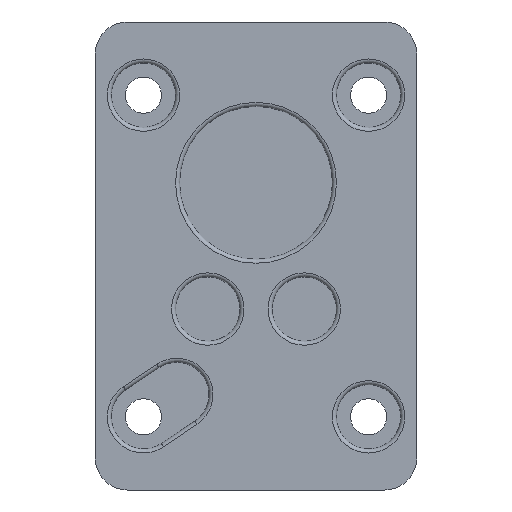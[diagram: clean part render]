
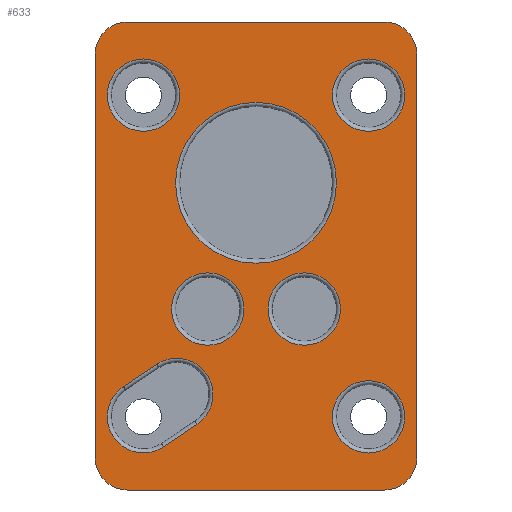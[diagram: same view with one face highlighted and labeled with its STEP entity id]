
A CAD part, front view. The second image highlights one B-rep face of the part: STEP entity #633.
In plain terms, the highlighted planar face has unit normal (0, -1, 0).
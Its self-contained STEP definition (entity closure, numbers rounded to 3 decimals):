
#33=FACE_BOUND('',#178,.T.);
#34=FACE_BOUND('',#179,.T.);
#35=FACE_BOUND('',#180,.T.);
#36=FACE_BOUND('',#181,.T.);
#37=FACE_BOUND('',#182,.T.);
#38=FACE_BOUND('',#183,.T.);
#39=FACE_BOUND('',#184,.T.);
#48=LINE('',#1030,#84);
#49=LINE('',#1034,#85);
#50=LINE('',#1038,#86);
#51=LINE('',#1041,#87);
#52=LINE('',#1052,#88);
#53=LINE('',#1055,#89);
#84=VECTOR('',#800,10.);
#85=VECTOR('',#803,10.);
#86=VECTOR('',#806,10.);
#87=VECTOR('',#809,10.);
#88=VECTOR('',#818,10.);
#89=VECTOR('',#821,10.);
#120=PLANE('',#692);
#136=FACE_OUTER_BOUND('',#177,.T.);
#177=EDGE_LOOP('',(#445,#446,#447,#448,#449,#450,#451,#452));
#178=EDGE_LOOP('',(#453));
#179=EDGE_LOOP('',(#454));
#180=EDGE_LOOP('',(#455));
#181=EDGE_LOOP('',(#456,#457,#458,#459));
#182=EDGE_LOOP('',(#460));
#183=EDGE_LOOP('',(#461));
#184=EDGE_LOOP('',(#462));
#232=CIRCLE('',#688,10.);
#236=CIRCLE('',#693,4.);
#237=CIRCLE('',#694,4.);
#238=CIRCLE('',#695,4.);
#239=CIRCLE('',#696,4.);
#240=CIRCLE('',#697,4.5);
#241=CIRCLE('',#698,4.5);
#242=CIRCLE('',#699,4.5);
#243=CIRCLE('',#700,4.5);
#244=CIRCLE('',#701,4.5);
#245=CIRCLE('',#702,4.5);
#246=CIRCLE('',#703,4.5);
#288=VERTEX_POINT('',#1018);
#291=VERTEX_POINT('',#1026);
#292=VERTEX_POINT('',#1027);
#293=VERTEX_POINT('',#1029);
#294=VERTEX_POINT('',#1031);
#295=VERTEX_POINT('',#1033);
#296=VERTEX_POINT('',#1035);
#297=VERTEX_POINT('',#1037);
#298=VERTEX_POINT('',#1039);
#299=VERTEX_POINT('',#1042);
#300=VERTEX_POINT('',#1044);
#301=VERTEX_POINT('',#1046);
#302=VERTEX_POINT('',#1048);
#303=VERTEX_POINT('',#1049);
#304=VERTEX_POINT('',#1051);
#305=VERTEX_POINT('',#1053);
#306=VERTEX_POINT('',#1056);
#307=VERTEX_POINT('',#1058);
#348=EDGE_CURVE('',#288,#288,#232,.T.);
#352=EDGE_CURVE('',#291,#292,#236,.T.);
#353=EDGE_CURVE('',#293,#291,#48,.T.);
#354=EDGE_CURVE('',#294,#293,#237,.T.);
#355=EDGE_CURVE('',#295,#294,#49,.T.);
#356=EDGE_CURVE('',#296,#295,#238,.T.);
#357=EDGE_CURVE('',#297,#296,#50,.T.);
#358=EDGE_CURVE('',#298,#297,#239,.T.);
#359=EDGE_CURVE('',#292,#298,#51,.T.);
#360=EDGE_CURVE('',#299,#299,#240,.T.);
#361=EDGE_CURVE('',#300,#300,#241,.T.);
#362=EDGE_CURVE('',#301,#301,#242,.T.);
#363=EDGE_CURVE('',#302,#303,#243,.T.);
#364=EDGE_CURVE('',#304,#302,#52,.T.);
#365=EDGE_CURVE('',#305,#304,#244,.T.);
#366=EDGE_CURVE('',#303,#305,#53,.T.);
#367=EDGE_CURVE('',#306,#306,#245,.T.);
#368=EDGE_CURVE('',#307,#307,#246,.T.);
#445=ORIENTED_EDGE('',*,*,#352,.F.);
#446=ORIENTED_EDGE('',*,*,#353,.F.);
#447=ORIENTED_EDGE('',*,*,#354,.F.);
#448=ORIENTED_EDGE('',*,*,#355,.F.);
#449=ORIENTED_EDGE('',*,*,#356,.F.);
#450=ORIENTED_EDGE('',*,*,#357,.F.);
#451=ORIENTED_EDGE('',*,*,#358,.F.);
#452=ORIENTED_EDGE('',*,*,#359,.F.);
#453=ORIENTED_EDGE('',*,*,#360,.F.);
#454=ORIENTED_EDGE('',*,*,#361,.F.);
#455=ORIENTED_EDGE('',*,*,#362,.F.);
#456=ORIENTED_EDGE('',*,*,#363,.F.);
#457=ORIENTED_EDGE('',*,*,#364,.F.);
#458=ORIENTED_EDGE('',*,*,#365,.F.);
#459=ORIENTED_EDGE('',*,*,#366,.F.);
#460=ORIENTED_EDGE('',*,*,#367,.F.);
#461=ORIENTED_EDGE('',*,*,#368,.F.);
#462=ORIENTED_EDGE('',*,*,#348,.F.);
#633=ADVANCED_FACE('',(#136,#33,#34,#35,#36,#37,#38,#39),#120,.F.);
#688=AXIS2_PLACEMENT_3D('',#1019,#788,#789);
#692=AXIS2_PLACEMENT_3D('',#1025,#796,#797);
#693=AXIS2_PLACEMENT_3D('',#1028,#798,#799);
#694=AXIS2_PLACEMENT_3D('',#1032,#801,#802);
#695=AXIS2_PLACEMENT_3D('',#1036,#804,#805);
#696=AXIS2_PLACEMENT_3D('',#1040,#807,#808);
#697=AXIS2_PLACEMENT_3D('',#1043,#810,#811);
#698=AXIS2_PLACEMENT_3D('',#1045,#812,#813);
#699=AXIS2_PLACEMENT_3D('',#1047,#814,#815);
#700=AXIS2_PLACEMENT_3D('',#1050,#816,#817);
#701=AXIS2_PLACEMENT_3D('',#1054,#819,#820);
#702=AXIS2_PLACEMENT_3D('',#1057,#822,#823);
#703=AXIS2_PLACEMENT_3D('',#1059,#824,#825);
#788=DIRECTION('center_axis',(0.,-1.,0.));
#789=DIRECTION('ref_axis',(1.,0.,0.));
#796=DIRECTION('center_axis',(0.,1.,0.));
#797=DIRECTION('ref_axis',(1.,0.,0.));
#798=DIRECTION('center_axis',(0.,1.,0.));
#799=DIRECTION('ref_axis',(-1.,0.,0.));
#800=DIRECTION('',(0.,0.,1.));
#801=DIRECTION('center_axis',(0.,1.,0.));
#802=DIRECTION('ref_axis',(0.,0.,-1.));
#803=DIRECTION('',(-1.,0.,0.));
#804=DIRECTION('center_axis',(0.,1.,0.));
#805=DIRECTION('ref_axis',(1.,0.,0.));
#806=DIRECTION('',(0.,0.,-1.));
#807=DIRECTION('center_axis',(0.,1.,0.));
#808=DIRECTION('ref_axis',(0.,0.,1.));
#809=DIRECTION('',(1.,0.,0.));
#810=DIRECTION('center_axis',(0.,-1.,0.));
#811=DIRECTION('ref_axis',(1.,0.,0.));
#812=DIRECTION('center_axis',(0.,-1.,0.));
#813=DIRECTION('ref_axis',(1.,0.,0.));
#814=DIRECTION('center_axis',(0.,-1.,0.));
#815=DIRECTION('ref_axis',(1.,0.,0.));
#816=DIRECTION('center_axis',(0.,-1.,0.));
#817=DIRECTION('ref_axis',(-0.831,0.,-0.557));
#818=DIRECTION('',(-0.831,0.,-0.557));
#819=DIRECTION('center_axis',(0.,-1.,0.));
#820=DIRECTION('ref_axis',(0.831,0.,0.557));
#821=DIRECTION('',(0.831,0.,0.557));
#822=DIRECTION('center_axis',(0.,-1.,0.));
#823=DIRECTION('ref_axis',(1.,0.,0.));
#824=DIRECTION('center_axis',(0.,-1.,0.));
#825=DIRECTION('ref_axis',(1.,0.,0.));
#1018=CARTESIAN_POINT('',(20.,0.,-30.));
#1019=CARTESIAN_POINT('Origin',(20.,0.,-20.));
#1025=CARTESIAN_POINT('Origin',(20.,0.,-29.1));
#1026=CARTESIAN_POINT('',(0.,0.,-4.));
#1027=CARTESIAN_POINT('',(4.,0.,0.));
#1028=CARTESIAN_POINT('Origin',(4.,0.,-4.));
#1029=CARTESIAN_POINT('',(0.,0.,-54.2));
#1030=CARTESIAN_POINT('',(0.,0.,-54.2));
#1031=CARTESIAN_POINT('',(4.,0.,-58.2));
#1032=CARTESIAN_POINT('Origin',(4.,0.,-54.2));
#1033=CARTESIAN_POINT('',(36.,0.,-58.2));
#1034=CARTESIAN_POINT('',(36.,0.,-58.2));
#1035=CARTESIAN_POINT('',(40.,0.,-54.2));
#1036=CARTESIAN_POINT('Origin',(36.,0.,-54.2));
#1037=CARTESIAN_POINT('',(40.,0.,-4.));
#1038=CARTESIAN_POINT('',(40.,0.,-4.));
#1039=CARTESIAN_POINT('',(36.,0.,0.));
#1040=CARTESIAN_POINT('Origin',(36.,0.,-4.));
#1041=CARTESIAN_POINT('',(4.,0.,0.));
#1042=CARTESIAN_POINT('',(34.,0.,-53.6));
#1043=CARTESIAN_POINT('Origin',(34.,0.,-49.1));
#1044=CARTESIAN_POINT('',(34.,0.,-13.6));
#1045=CARTESIAN_POINT('Origin',(34.,0.,-9.1));
#1046=CARTESIAN_POINT('',(14.,0.,-40.2));
#1047=CARTESIAN_POINT('Origin',(14.,0.,-35.7));
#1048=CARTESIAN_POINT('',(3.495,0.,-45.362));
#1049=CARTESIAN_POINT('',(8.505,0.,-52.838));
#1050=CARTESIAN_POINT('Origin',(6.,0.,-49.1));
#1051=CARTESIAN_POINT('',(7.649,0.,-42.578));
#1052=CARTESIAN_POINT('',(12.951,0.,-39.026));
#1053=CARTESIAN_POINT('',(12.659,0.,-50.055));
#1054=CARTESIAN_POINT('Origin',(10.154,0.,-46.317));
#1055=CARTESIAN_POINT('',(20.037,0.,-45.112));
#1056=CARTESIAN_POINT('',(6.,0.,-13.6));
#1057=CARTESIAN_POINT('Origin',(6.,0.,-9.1));
#1058=CARTESIAN_POINT('',(26.,0.,-40.2));
#1059=CARTESIAN_POINT('Origin',(26.,0.,-35.7));
